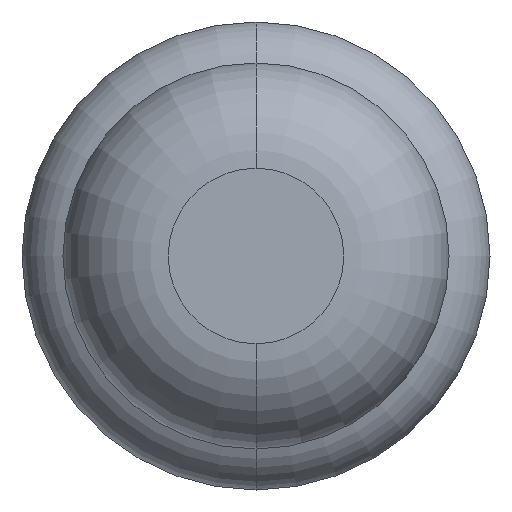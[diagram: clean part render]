
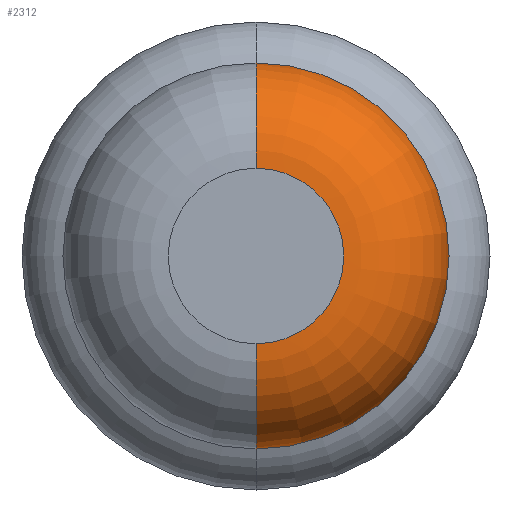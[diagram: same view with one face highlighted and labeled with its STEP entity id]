
A CAD part, front view. The second image highlights one B-rep face of the part: STEP entity #2312.
In plain terms, the highlighted toroidal (fillet/blend) face has major radius 0.375 mm and minor radius 0.45 mm.
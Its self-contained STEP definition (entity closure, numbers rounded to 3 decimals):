
#36 = DIRECTION ( 'NONE',  ( 0., 0., 1. ) ) ;
#207 = EDGE_CURVE ( 'NONE', #1463, #2844, #2293, .T. ) ;
#350 = CIRCLE ( 'NONE', #1592, 0.825 ) ;
#523 = DIRECTION ( 'NONE',  ( 0., 0., 1. ) ) ;
#572 = DIRECTION ( 'NONE',  ( 0., 1., 0. ) ) ;
#598 = AXIS2_PLACEMENT_3D ( 'NONE', #2233, #572, #1175 ) ;
#684 = CIRCLE ( 'NONE', #3879, 0.45 ) ;
#767 = VERTEX_POINT ( 'NONE', #808 ) ;
#775 = CARTESIAN_POINT ( 'NONE',  ( 0., -29., 0.375 ) ) ;
#808 = CARTESIAN_POINT ( 'NONE',  ( 0., -29., -0.375 ) ) ;
#943 = CARTESIAN_POINT ( 'NONE',  ( 0., -28.55, 0.825 ) ) ;
#1095 = AXIS2_PLACEMENT_3D ( 'NONE', #4071, #3406, #4411 ) ;
#1122 = EDGE_CURVE ( 'Defeature ausgef�hrt1_8+Defeature ausgef�hrt1_7+Defeature ausgef�hrt1_7+Defeature ausgef�hrt1_7', #1463, #767, #4260, .T. ) ;
#1175 = DIRECTION ( 'NONE',  ( 0., 0., 1. ) ) ;
#1257 = TOROIDAL_SURFACE ( 'NONE', #598, 0.375, 0.45 ) ;
#1463 = VERTEX_POINT ( 'NONE', #775 ) ;
#1533 = CARTESIAN_POINT ( 'NONE',  ( 0., -28.55, 0.375 ) ) ;
#1592 = AXIS2_PLACEMENT_3D ( 'NONE', #3491, #2763, #36 ) ;
#1719 = ORIENTED_EDGE ( 'NONE', *, *, #3577, .F. ) ;
#1756 = AXIS2_PLACEMENT_3D ( 'NONE', #1533, #4243, #523 ) ;
#1761 = DIRECTION ( 'NONE',  ( 1., 0., 0. ) ) ;
#2014 = CARTESIAN_POINT ( 'NONE',  ( 0., -28.55, -0.825 ) ) ;
#2233 = CARTESIAN_POINT ( 'NONE',  ( 0., -28.55, 0. ) ) ;
#2293 = CIRCLE ( 'NONE', #1756, 0.45 ) ;
#2312 = ADVANCED_FACE ( 'Defeature ausgef�hrt1_8', ( #3082 ), #1257, .T. ) ;
#2445 = ORIENTED_EDGE ( 'NONE', *, *, #3541, .T. ) ;
#2763 = DIRECTION ( 'NONE',  ( 0., 1., 0. ) ) ;
#2844 = VERTEX_POINT ( 'NONE', #943 ) ;
#3000 = VERTEX_POINT ( 'NONE', #2014 ) ;
#3082 = FACE_OUTER_BOUND ( 'NONE', #4244, .T. ) ;
#3406 = DIRECTION ( 'NONE',  ( 0., 1., 0. ) ) ;
#3491 = CARTESIAN_POINT ( 'NONE',  ( 0., -28.55, 0. ) ) ;
#3541 = EDGE_CURVE ( 'NONE', #767, #3000, #684, .T. ) ;
#3577 = EDGE_CURVE ( 'Defeature ausgef�hrt1_9+Defeature ausgef�hrt1_8+Defeature ausgef�hrt1_8+Defeature ausgef�hrt1_8', #2844, #3000, #350, .T. ) ;
#3724 = ORIENTED_EDGE ( 'NONE', *, *, #207, .F. ) ;
#3809 = ORIENTED_EDGE ( 'NONE', *, *, #1122, .T. ) ;
#3879 = AXIS2_PLACEMENT_3D ( 'NONE', #4135, #1761, #4152 ) ;
#4071 = CARTESIAN_POINT ( 'NONE',  ( 0., -29., 0. ) ) ;
#4135 = CARTESIAN_POINT ( 'NONE',  ( 0., -28.55, -0.375 ) ) ;
#4152 = DIRECTION ( 'NONE',  ( 0., 0., -1. ) ) ;
#4243 = DIRECTION ( 'NONE',  ( -1., 0., 0. ) ) ;
#4244 = EDGE_LOOP ( 'NONE', ( #3809, #2445, #1719, #3724 ) ) ;
#4260 = CIRCLE ( 'NONE', #1095, 0.375 ) ;
#4411 = DIRECTION ( 'NONE',  ( 0., 0., 1. ) ) ;
